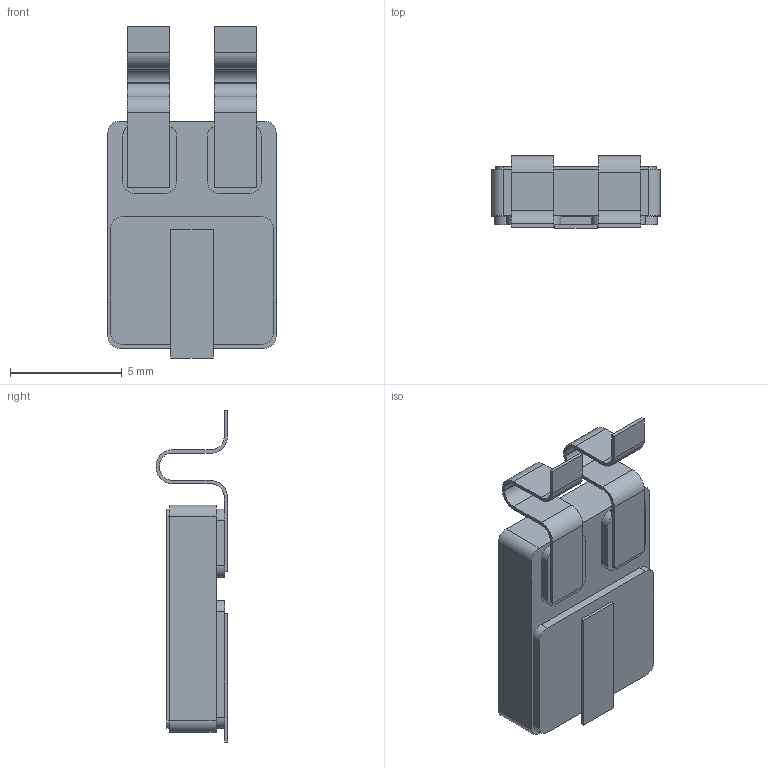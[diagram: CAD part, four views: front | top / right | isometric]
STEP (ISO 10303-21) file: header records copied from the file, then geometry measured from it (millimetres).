
FILE_DESCRIPTION (( 'STEP AP203' ), '1' );
FILE_NAME ('D100824G-STEP Rev E.STEP', '2021-11-11T13:12:30', ( '' ), ( '' ), 'SwSTEP 2.0', 'SolidWorks 2018', '' );
FILE_SCHEMA (( 'CONFIG_CONTROL_DESIGN' ));
Length unit declared in the file: inch
Products named in the file (1): D100824G-STEP Rev E
Bounding box: 7.52 x 3.22 x 14.85 mm (x, y, z)
Volume: 197.1 mm3; surface area: 331.6 mm2
Topology: 1 solids, 1 shells, 237 faces, 640 edges, 426 vertices
Faces by surface type: plane 149, cylinder 45, bspline 43
Entity records: 9809 total; most frequent: CARTESIAN_POINT 3963, ORIENTED_EDGE 1280, DIRECTION 1038, EDGE_CURVE 640, LINE 460, VECTOR 460, VERTEX_POINT 426, AXIS2_PLACEMENT_3D 289
